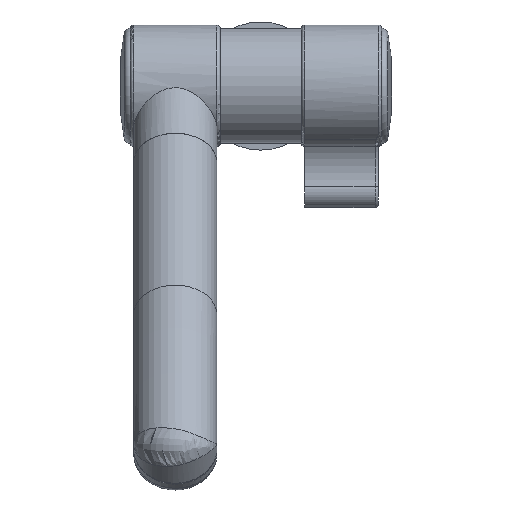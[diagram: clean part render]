
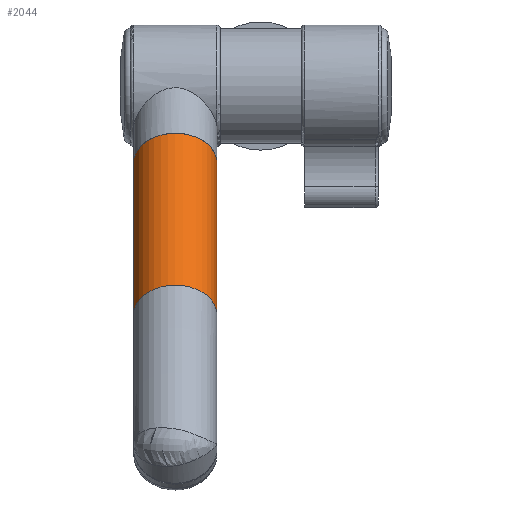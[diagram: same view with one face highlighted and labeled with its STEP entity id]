
A CAD part, top view. The second image highlights one B-rep face of the part: STEP entity #2044.
In plain terms, the highlighted cylindrical face has radius 13 mm (diameter 26 mm), a partial arc.
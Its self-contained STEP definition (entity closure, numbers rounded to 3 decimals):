
#273=FACE_OUTER_BOUND('',#407,.T.);
#407=EDGE_LOOP('',(#1850,#1851,#1852,#1853));
#511=CIRCLE('',#2314,13.);
#512=CIRCLE('',#2316,13.);
#689=LINE('',#13933,#767);
#692=LINE('',#13965,#770);
#767=VECTOR('',#2805,10.);
#770=VECTOR('',#2812,10.);
#957=VERTEX_POINT('',#13923);
#960=VERTEX_POINT('',#13931);
#962=VERTEX_POINT('',#13962);
#963=VERTEX_POINT('',#13964);
#1250=EDGE_CURVE('',#957,#960,#689,.T.);
#1254=EDGE_CURVE('',#963,#962,#692,.T.);
#1262=EDGE_CURVE('',#962,#957,#511,.T.);
#1263=EDGE_CURVE('',#960,#963,#512,.T.);
#1850=ORIENTED_EDGE('',*,*,#1262,.T.);
#1851=ORIENTED_EDGE('',*,*,#1250,.T.);
#1852=ORIENTED_EDGE('',*,*,#1263,.T.);
#1853=ORIENTED_EDGE('',*,*,#1254,.T.);
#1921=CYLINDRICAL_SURFACE('',#2315,13.);
#2044=ADVANCED_FACE('',(#273),#1921,.T.);
#2314=AXIS2_PLACEMENT_3D('',#14169,#2831,#2832);
#2315=AXIS2_PLACEMENT_3D('',#14170,#2833,#2834);
#2316=AXIS2_PLACEMENT_3D('',#14171,#2835,#2836);
#2805=DIRECTION('',(0.,-0.707,0.707));
#2812=DIRECTION('',(0.,0.707,-0.707));
#2831=DIRECTION('center_axis',(0.,-0.707,0.707));
#2832=DIRECTION('ref_axis',(-0.707,0.5,0.5));
#2833=DIRECTION('center_axis',(0.,-0.707,0.707));
#2834=DIRECTION('ref_axis',(0.707,0.5,0.5));
#2835=DIRECTION('center_axis',(0.,0.707,-0.707));
#2836=DIRECTION('ref_axis',(0.,0.707,0.707));
#13923=CARTESIAN_POINT('',(-39.7,-24.042,45.042));
#13931=CARTESIAN_POINT('',(-39.7,-71.552,92.552));
#13933=CARTESIAN_POINT('',(-39.7,-70.352,91.352));
#13962=CARTESIAN_POINT('',(-13.7,-24.042,45.042));
#13964=CARTESIAN_POINT('',(-13.7,-71.552,92.552));
#13965=CARTESIAN_POINT('',(-13.7,-70.352,91.352));
#14169=CARTESIAN_POINT('Origin',(-26.7,-24.042,45.042));
#14170=CARTESIAN_POINT('Origin',(-26.7,-70.352,91.352));
#14171=CARTESIAN_POINT('Origin',(-26.7,-71.552,92.552));
